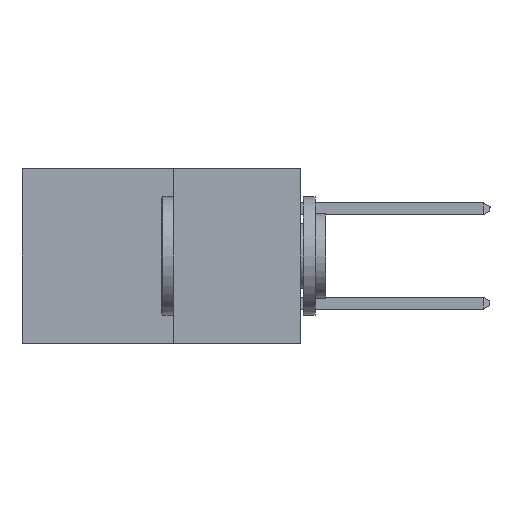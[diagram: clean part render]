
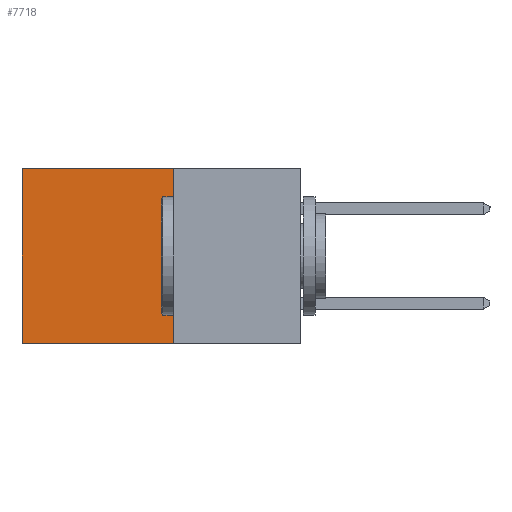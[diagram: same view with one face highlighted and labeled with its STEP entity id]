
A CAD part, left-side view. The second image highlights one B-rep face of the part: STEP entity #7718.
In plain terms, the highlighted planar face has unit normal (-1, 0, 0).
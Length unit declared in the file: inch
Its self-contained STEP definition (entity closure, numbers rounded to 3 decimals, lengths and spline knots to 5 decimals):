
#1 = EDGE_CURVE ( 'NONE', #4276, #6787, #3182, .T. ) ;
#61 = DIRECTION ( 'NONE',  ( 0., 1., 0. ) ) ;
#210 = EDGE_CURVE ( 'NONE', #1954, #6787, #3800, .T. ) ;
#377 = CARTESIAN_POINT ( 'NONE',  ( 0.277, 0.27, -0.37 ) ) ;
#408 = CARTESIAN_POINT ( 'NONE',  ( 0.277, 0.59, -0.37 ) ) ;
#419 = AXIS2_PLACEMENT_3D ( 'NONE', #7678, #3254, #8374 ) ;
#1114 = VECTOR ( 'NONE', #1339, 39.37008 ) ;
#1339 = DIRECTION ( 'NONE',  ( 0., 0., -1. ) ) ;
#1438 = ORIENTED_EDGE ( 'NONE', *, *, #210, .F. ) ;
#1723 = VECTOR ( 'NONE', #4052, 39.37008 ) ;
#1954 = VERTEX_POINT ( 'NONE', #3273 ) ;
#1999 = ORIENTED_EDGE ( 'NONE', *, *, #3690, .T. ) ;
#2222 = ORIENTED_EDGE ( 'NONE', *, *, #3184, .F. ) ;
#2657 = CARTESIAN_POINT ( 'NONE',  ( 0.277, 0.27, 0. ) ) ;
#2769 = DIRECTION ( 'NONE',  ( 0., 1., 0. ) ) ;
#3057 = CARTESIAN_POINT ( 'NONE',  ( 0.277, 0.27, 0. ) ) ;
#3084 = EDGE_LOOP ( 'NONE', ( #3922, #1438, #2222, #1999 ) ) ;
#3182 = LINE ( 'NONE', #408, #1114 ) ;
#3184 = EDGE_CURVE ( 'NONE', #3457, #1954, #9494, .T. ) ;
#3250 = CARTESIAN_POINT ( 'NONE',  ( 0.277, 0.27, -0.37 ) ) ;
#3254 = DIRECTION ( 'NONE',  ( 1., 0., 0. ) ) ;
#3273 = CARTESIAN_POINT ( 'NONE',  ( 0.277, 0.27, -0.37 ) ) ;
#3457 = VERTEX_POINT ( 'NONE', #2657 ) ;
#3690 = EDGE_CURVE ( 'NONE', #3457, #4276, #4254, .T. ) ;
#3800 = LINE ( 'NONE', #377, #9075 ) ;
#3922 = ORIENTED_EDGE ( 'NONE', *, *, #1, .T. ) ;
#4052 = DIRECTION ( 'NONE',  ( 0., 0., -1. ) ) ;
#4254 = LINE ( 'NONE', #3057, #6139 ) ;
#4276 = VERTEX_POINT ( 'NONE', #4382 ) ;
#4382 = CARTESIAN_POINT ( 'NONE',  ( 0.277, 0.59, 0. ) ) ;
#5182 = CARTESIAN_POINT ( 'NONE',  ( 0.277, 0.59, -0.37 ) ) ;
#5810 = FACE_OUTER_BOUND ( 'NONE', #3084, .T. ) ;
#6139 = VECTOR ( 'NONE', #2769, 39.37008 ) ;
#6157 = PLANE ( 'NONE',  #419 ) ;
#6787 = VERTEX_POINT ( 'NONE', #5182 ) ;
#7678 = CARTESIAN_POINT ( 'NONE',  ( 0.277, 0.27, -0.37 ) ) ;
#7718 = ADVANCED_FACE ( 'NONE', ( #5810 ), #6157, .F. ) ;
#8374 = DIRECTION ( 'NONE',  ( 0., 0., -1. ) ) ;
#9075 = VECTOR ( 'NONE', #61, 39.37008 ) ;
#9494 = LINE ( 'NONE', #3250, #1723 ) ;
